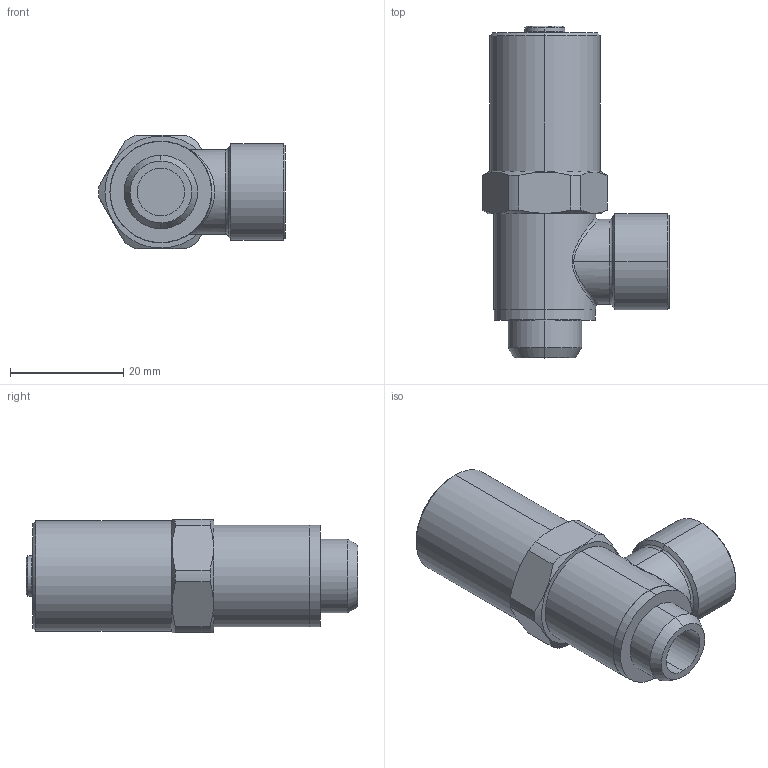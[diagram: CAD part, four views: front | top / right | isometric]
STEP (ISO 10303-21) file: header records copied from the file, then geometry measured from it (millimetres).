
FILE_DESCRIPTION(( 'MV.50.00.14.STEP' ), '1');
FILE_NAME( 'MV.50.00.14.STEP', '2019-06-20T08:48:42',( 'Sopra'),('sopra-pneumatic.com'), 'SwSTEP 2.0','SolidWorks 2009','' );
FILE_SCHEMA (( 'CONFIG_CONTROL_DESIGN' ));
Length unit declared in the file: millimetre
Products named in the file (1): 04400002
Bounding box: 32.99 x 58.7 x 20 mm (x, y, z)
Volume: 16447.9 mm3; surface area: 5605 mm2
Topology: 1 solids, 1 shells, 73 faces, 166 edges, 104 vertices
Faces by surface type: cylinder 28, plane 21, cone 20, bspline 2, torus 2
Entity records: 3388 total; most frequent: CARTESIAN_POINT 1653, DIRECTION 364, ORIENTED_EDGE 332, EDGE_CURVE 166, AXIS2_PLACEMENT_3D 152, VERTEX_POINT 104, EDGE_LOOP 82, CIRCLE 80
